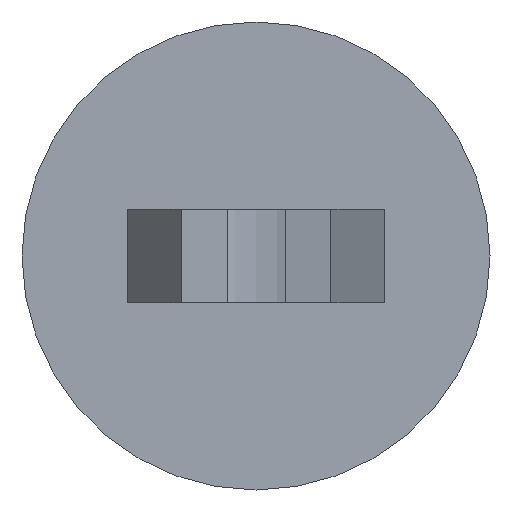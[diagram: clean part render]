
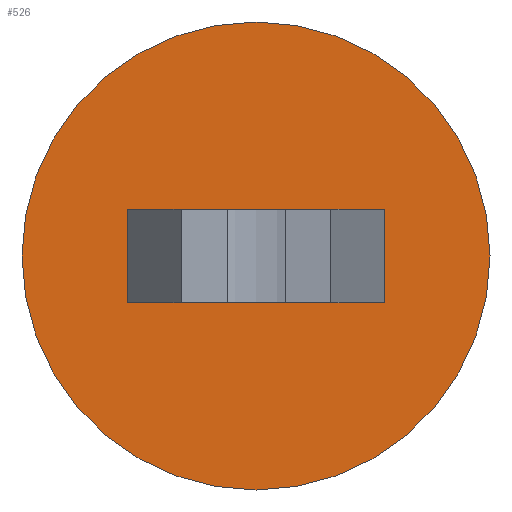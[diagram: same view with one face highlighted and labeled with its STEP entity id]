
A CAD part, front view. The second image highlights one B-rep face of the part: STEP entity #526.
In plain terms, the highlighted planar face has unit normal (0, -1, 0).
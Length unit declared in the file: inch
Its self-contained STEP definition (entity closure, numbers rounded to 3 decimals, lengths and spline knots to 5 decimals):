
#15=FACE_BOUND('',#91,.T.);
#35=PLANE('',#581);
#62=FACE_OUTER_BOUND('',#90,.T.);
#90=EDGE_LOOP('',(#470));
#91=EDGE_LOOP('',(#471,#472,#473,#474,#475,#476,#477,#478));
#100=LINE('',#757,#159);
#107=LINE('',#772,#166);
#114=LINE('',#787,#173);
#121=LINE('',#802,#180);
#132=LINE('',#821,#191);
#140=LINE('',#850,#199);
#151=LINE('',#870,#210);
#152=LINE('',#871,#211);
#159=VECTOR('',#612,39.37008);
#166=VECTOR('',#621,39.37008);
#173=VECTOR('',#630,39.37008);
#180=VECTOR('',#639,39.37008);
#191=VECTOR('',#658,39.37008);
#199=VECTOR('',#692,39.37008);
#210=VECTOR('',#721,39.37008);
#211=VECTOR('',#722,39.37008);
#212=CIRCLE('',#544,0.05);
#226=VERTEX_POINT('',#729);
#236=VERTEX_POINT('',#753);
#238=VERTEX_POINT('',#756);
#244=VERTEX_POINT('',#769);
#245=VERTEX_POINT('',#771);
#251=VERTEX_POINT('',#784);
#252=VERTEX_POINT('',#786);
#257=VERTEX_POINT('',#798);
#259=VERTEX_POINT('',#801);
#272=EDGE_CURVE('',#226,#226,#212,.T.);
#284=EDGE_CURVE('',#236,#238,#100,.T.);
#291=EDGE_CURVE('',#245,#244,#107,.T.);
#298=EDGE_CURVE('',#251,#252,#114,.T.);
#305=EDGE_CURVE('',#259,#257,#121,.T.);
#316=EDGE_CURVE('',#236,#259,#132,.T.);
#332=EDGE_CURVE('',#251,#245,#140,.T.);
#343=EDGE_CURVE('',#244,#238,#151,.T.);
#344=EDGE_CURVE('',#257,#252,#152,.T.);
#470=ORIENTED_EDGE('',*,*,#272,.F.);
#471=ORIENTED_EDGE('',*,*,#291,.T.);
#472=ORIENTED_EDGE('',*,*,#343,.T.);
#473=ORIENTED_EDGE('',*,*,#284,.F.);
#474=ORIENTED_EDGE('',*,*,#316,.T.);
#475=ORIENTED_EDGE('',*,*,#305,.T.);
#476=ORIENTED_EDGE('',*,*,#344,.T.);
#477=ORIENTED_EDGE('',*,*,#298,.F.);
#478=ORIENTED_EDGE('',*,*,#332,.T.);
#526=ADVANCED_FACE('',(#62,#15),#35,.F.);
#544=AXIS2_PLACEMENT_3D('',#730,#588,#589);
#581=AXIS2_PLACEMENT_3D('',#869,#719,#720);
#588=DIRECTION('center_axis',(0.,1.,0.));
#589=DIRECTION('ref_axis',(0.,0.,1.));
#612=DIRECTION('',(-1.,0.,0.));
#621=DIRECTION('',(1.,0.,0.));
#630=DIRECTION('',(1.,0.,0.));
#639=DIRECTION('',(-1.,0.,0.));
#658=DIRECTION('',(0.,0.,-1.));
#692=DIRECTION('',(0.,0.,1.));
#719=DIRECTION('center_axis',(0.,1.,0.));
#720=DIRECTION('ref_axis',(0.,0.,1.));
#721=DIRECTION('',(1.,0.,0.));
#722=DIRECTION('',(-1.,0.,0.));
#729=CARTESIAN_POINT('',(0.,0.,0.05));
#730=CARTESIAN_POINT('Origin',(0.,0.,0.));
#753=CARTESIAN_POINT('',(0.017,0.,0.01));
#756=CARTESIAN_POINT('',(0.00719,0.,0.01));
#757=CARTESIAN_POINT('',(0.,0.,0.01));
#769=CARTESIAN_POINT('',(-0.00719,0.,0.01));
#771=CARTESIAN_POINT('',(-0.017,0.,0.01));
#772=CARTESIAN_POINT('',(0.017,0.,0.01));
#784=CARTESIAN_POINT('',(-0.017,0.,-0.01));
#786=CARTESIAN_POINT('',(-0.00719,0.,-0.01));
#787=CARTESIAN_POINT('',(0.,0.,-0.01));
#798=CARTESIAN_POINT('',(0.00719,0.,-0.01));
#801=CARTESIAN_POINT('',(0.017,0.,-0.01));
#802=CARTESIAN_POINT('',(0.017,0.,-0.01));
#821=CARTESIAN_POINT('',(0.017,0.,0.01));
#850=CARTESIAN_POINT('',(-0.017,0.,0.01));
#869=CARTESIAN_POINT('Origin',(0.,0.,0.));
#870=CARTESIAN_POINT('',(0.017,0.,0.01));
#871=CARTESIAN_POINT('',(0.017,0.,-0.01));
